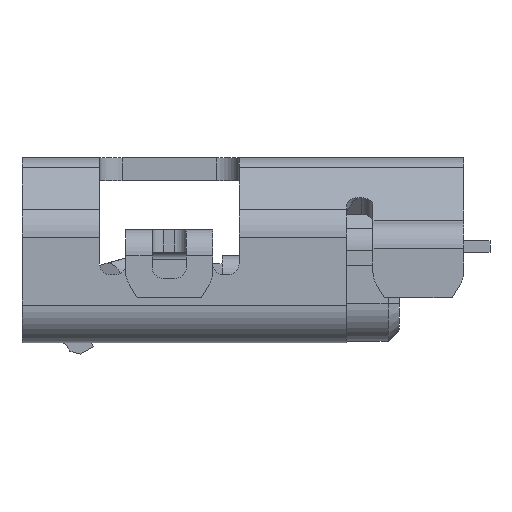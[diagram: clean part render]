
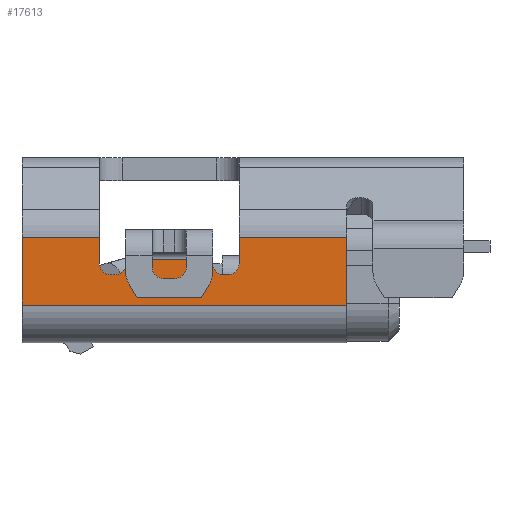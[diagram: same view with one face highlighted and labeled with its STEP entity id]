
A CAD part, left-side view. The second image highlights one B-rep face of the part: STEP entity #17613.
In plain terms, the highlighted planar face has unit normal (-1, 0, 0).
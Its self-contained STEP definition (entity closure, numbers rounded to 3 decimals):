
#734=DIRECTION('',(0.,0.,1.));
#735=VECTOR('',#734,0.9);
#736=CARTESIAN_POINT('',(-3.75,5.25,-0.665));
#737=LINE('',#736,#735);
#1246=DIRECTION('',(0.,0.,-1.));
#1247=VECTOR('',#1246,0.9);
#1248=CARTESIAN_POINT('',(-3.75,0.95,0.235));
#1249=LINE('',#1248,#1247);
#4979=DIRECTION('',(0.,0.,-1.));
#4980=VECTOR('',#4979,0.05);
#4981=CARTESIAN_POINT('',(-3.75,2.725,-0.065));
#4982=LINE('',#4981,#4980);
#5228=DIRECTION('',(0.,-1.,0.));
#5229=VECTOR('',#5228,1.15);
#5230=CARTESIAN_POINT('',(-3.75,3.875,-0.065));
#5231=LINE('',#5230,#5229);
#5232=CARTESIAN_POINT('',(-3.75,2.575,-0.115));
#5233=DIRECTION('',(1.,0.,0.));
#5234=DIRECTION('',(0.,0.,-1.));
#5235=AXIS2_PLACEMENT_3D('',#5232,#5233,#5234);
#5237=CARTESIAN_POINT('',(-3.75,2.525,-0.115));
#5238=DIRECTION('',(1.,0.,0.));
#5239=DIRECTION('',(0.,-1.,0.));
#5240=AXIS2_PLACEMENT_3D('',#5237,#5238,#5239);
#5242=DIRECTION('',(0.,0.,-1.));
#5243=VECTOR('',#5242,0.35);
#5244=CARTESIAN_POINT('',(-3.75,2.375,0.235));
#5245=LINE('',#5244,#5243);
#5246=CARTESIAN_POINT('',(-3.75,4.075,-0.115));
#5247=DIRECTION('',(1.,0.,0.));
#5248=DIRECTION('',(0.,0.,-1.));
#5249=AXIS2_PLACEMENT_3D('',#5246,#5247,#5248);
#5251=CARTESIAN_POINT('',(-3.75,4.025,-0.115));
#5252=DIRECTION('',(1.,0.,0.));
#5253=DIRECTION('',(0.,-1.,0.));
#5254=AXIS2_PLACEMENT_3D('',#5251,#5252,#5253);
#5256=DIRECTION('',(0.,0.,-1.));
#5257=VECTOR('',#5256,0.05);
#5258=CARTESIAN_POINT('',(-3.75,3.875,-0.065));
#5259=LINE('',#5258,#5257);
#5268=DIRECTION('',(0.,-1.,0.));
#5269=VECTOR('',#5268,0.05);
#5270=CARTESIAN_POINT('',(-3.75,2.575,-0.265));
#5271=LINE('',#5270,#5269);
#5284=DIRECTION('',(0.,-1.,0.));
#5285=VECTOR('',#5284,1.425);
#5286=CARTESIAN_POINT('',(-3.75,2.375,0.235));
#5287=LINE('',#5286,#5285);
#5486=DIRECTION('',(0.,0.,-1.));
#5487=VECTOR('',#5486,0.35);
#5488=CARTESIAN_POINT('',(-3.75,4.225,0.235));
#5489=LINE('',#5488,#5487);
#5562=DIRECTION('',(0.,-1.,0.));
#5563=VECTOR('',#5562,0.05);
#5564=CARTESIAN_POINT('',(-3.75,4.075,-0.265));
#5565=LINE('',#5564,#5563);
#5578=DIRECTION('',(0.,-1.,0.));
#5579=VECTOR('',#5578,1.025);
#5580=CARTESIAN_POINT('',(-3.75,5.25,0.235));
#5581=LINE('',#5580,#5579);
#5637=DIRECTION('',(0.,1.,0.));
#5638=VECTOR('',#5637,4.3);
#5639=CARTESIAN_POINT('',(-3.75,0.95,-0.665));
#5640=LINE('',#5639,#5638);
#9777=CARTESIAN_POINT('',(-3.75,2.375,0.235));
#9778=VERTEX_POINT('',#9777);
#9779=CARTESIAN_POINT('',(-3.75,2.375,-0.115));
#9780=VERTEX_POINT('',#9779);
#10367=CARTESIAN_POINT('',(-3.75,4.225,-0.115));
#10368=VERTEX_POINT('',#10367);
#10369=CARTESIAN_POINT('',(-3.75,4.225,0.235));
#10370=VERTEX_POINT('',#10369);
#10483=CARTESIAN_POINT('',(-3.75,3.875,-0.065));
#10484=VERTEX_POINT('',#10483);
#10485=CARTESIAN_POINT('',(-3.75,3.875,-0.115));
#10486=VERTEX_POINT('',#10485);
#10505=CARTESIAN_POINT('',(-3.75,4.025,-0.265));
#10506=VERTEX_POINT('',#10505);
#10507=CARTESIAN_POINT('',(-3.75,4.075,-0.265));
#10508=VERTEX_POINT('',#10507);
#10535=CARTESIAN_POINT('',(-3.75,5.25,0.235));
#10536=VERTEX_POINT('',#10535);
#10537=CARTESIAN_POINT('',(-3.75,5.25,-0.665));
#10538=VERTEX_POINT('',#10537);
#10547=CARTESIAN_POINT('',(-3.75,0.95,-0.665));
#10548=VERTEX_POINT('',#10547);
#10850=CARTESIAN_POINT('',(-3.75,2.725,-0.065));
#10851=CARTESIAN_POINT('',(-3.75,2.725,-0.115));
#10852=VERTEX_POINT('',#10850);
#10853=VERTEX_POINT('',#10851);
#10854=CARTESIAN_POINT('',(-3.75,2.575,-0.265));
#10855=VERTEX_POINT('',#10854);
#10856=CARTESIAN_POINT('',(-3.75,2.525,-0.265));
#10857=VERTEX_POINT('',#10856);
#10858=CARTESIAN_POINT('',(-3.75,0.95,0.235));
#10859=VERTEX_POINT('',#10858);
#17580=CARTESIAN_POINT('',(-3.75,-0.6,0.235));
#17581=DIRECTION('',(1.,0.,0.));
#17582=DIRECTION('',(0.,0.,-1.));
#17583=AXIS2_PLACEMENT_3D('',#17580,#17581,#17582);
#17584=PLANE('',#17583);
#17585=ORIENTED_EDGE('',*,*,#17574,.T.);
#17586=ORIENTED_EDGE('',*,*,#17278,.T.);
#17588=ORIENTED_EDGE('',*,*,#17587,.F.);
#17590=ORIENTED_EDGE('',*,*,#17589,.T.);
#17592=ORIENTED_EDGE('',*,*,#17591,.F.);
#17593=ORIENTED_EDGE('',*,*,#13075,.F.);
#17595=ORIENTED_EDGE('',*,*,#17594,.T.);
#17596=ORIENTED_EDGE('',*,*,#12345,.T.);
#17598=ORIENTED_EDGE('',*,*,#17597,.T.);
#17599=ORIENTED_EDGE('',*,*,#11774,.T.);
#17601=ORIENTED_EDGE('',*,*,#17600,.T.);
#17603=ORIENTED_EDGE('',*,*,#17602,.T.);
#17605=ORIENTED_EDGE('',*,*,#17604,.F.);
#17607=ORIENTED_EDGE('',*,*,#17606,.T.);
#17609=ORIENTED_EDGE('',*,*,#17608,.F.);
#17610=ORIENTED_EDGE('',*,*,#17485,.F.);
#17611=EDGE_LOOP('',(#17585,#17586,#17588,#17590,#17592,#17593,#17595,#17596,
#17598,#17599,#17601,#17603,#17605,#17607,#17609,#17610));
#17612=FACE_OUTER_BOUND('',#17611,.F.);
#17613=ADVANCED_FACE('',(#17612),#17584,.F.);
#5236=CIRCLE('',#5235,0.15);
#5241=CIRCLE('',#5240,0.15);
#5250=CIRCLE('',#5249,0.15);
#5255=CIRCLE('',#5254,0.15);
#11774=EDGE_CURVE('',#10538,#10536,#737,.T.);
#12345=EDGE_CURVE('',#10859,#10548,#1249,.T.);
#13075=EDGE_CURVE('',#9778,#9780,#5245,.T.);
#17278=EDGE_CURVE('',#10852,#10853,#4982,.T.);
#17485=EDGE_CURVE('',#10484,#10486,#5259,.T.);
#17574=EDGE_CURVE('',#10484,#10852,#5231,.T.);
#17587=EDGE_CURVE('',#10855,#10853,#5236,.T.);
#17589=EDGE_CURVE('',#10855,#10857,#5271,.T.);
#17591=EDGE_CURVE('',#9780,#10857,#5241,.T.);
#17594=EDGE_CURVE('',#9778,#10859,#5287,.T.);
#17597=EDGE_CURVE('',#10548,#10538,#5640,.T.);
#17600=EDGE_CURVE('',#10536,#10370,#5581,.T.);
#17602=EDGE_CURVE('',#10370,#10368,#5489,.T.);
#17604=EDGE_CURVE('',#10508,#10368,#5250,.T.);
#17606=EDGE_CURVE('',#10508,#10506,#5565,.T.);
#17608=EDGE_CURVE('',#10486,#10506,#5255,.T.);
